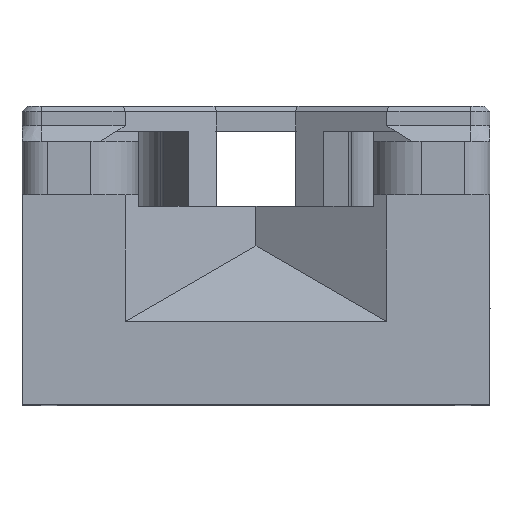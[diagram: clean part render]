
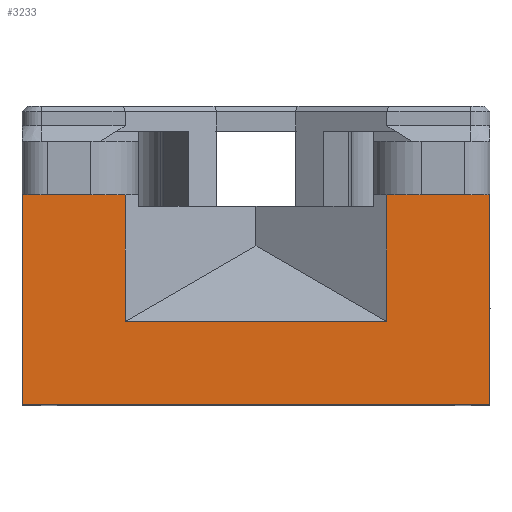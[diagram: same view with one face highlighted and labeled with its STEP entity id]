
A CAD part, top view. The second image highlights one B-rep face of the part: STEP entity #3233.
In plain terms, the highlighted planar face has unit normal (0, 0, 1).
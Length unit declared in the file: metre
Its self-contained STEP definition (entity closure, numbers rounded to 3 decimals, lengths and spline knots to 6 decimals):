
#658=ORIENTED_EDGE('',*,*,#1521,.F.);
#659=ORIENTED_EDGE('',*,*,#1184,.F.);
#660=ORIENTED_EDGE('',*,*,#1522,.T.);
#661=ORIENTED_EDGE('',*,*,#1192,.T.);
#662=ORIENTED_EDGE('',*,*,#1523,.T.);
#663=ORIENTED_EDGE('',*,*,#1364,.T.);
#664=ORIENTED_EDGE('',*,*,#1320,.T.);
#665=ORIENTED_EDGE('',*,*,#1330,.F.);
#1184=EDGE_CURVE('',#1671,#1673,#1984,.T.);
#1192=EDGE_CURVE('',#1680,#1681,#1991,.T.);
#1320=EDGE_CURVE('',#1797,#1796,#2068,.T.);
#1330=EDGE_CURVE('',#1806,#1796,#2078,.F.);
#1364=EDGE_CURVE('',#1834,#1797,#2107,.T.);
#1521=EDGE_CURVE('',#1673,#1806,#2236,.T.);
#1522=EDGE_CURVE('',#1671,#1680,#2237,.T.);
#1523=EDGE_CURVE('',#1681,#1834,#2238,.T.);
#1671=VERTEX_POINT('',#4531);
#1673=VERTEX_POINT('',#4534);
#1680=VERTEX_POINT('',#4553);
#1681=VERTEX_POINT('',#4554);
#1796=VERTEX_POINT('',#4832);
#1797=VERTEX_POINT('',#4834);
#1806=VERTEX_POINT('',#4856);
#1834=VERTEX_POINT('',#4937);
#1984=LINE('',#4533,#2338);
#1991=LINE('',#4552,#2345);
#2068=LINE('',#4833,#2422);
#2078=LINE('',#4855,#2432);
#2107=LINE('',#4936,#2461);
#2236=LINE('',#5257,#2590);
#2237=LINE('',#5258,#2591);
#2238=LINE('',#5259,#2592);
#2338=VECTOR('',#3631,1.);
#2345=VECTOR('',#3640,1.);
#2422=VECTOR('',#3831,1.);
#2432=VECTOR('',#3847,1.);
#2461=VECTOR('',#3880,1.);
#2590=VECTOR('',#4149,1.);
#2591=VECTOR('',#4150,1.);
#2592=VECTOR('',#4151,1.);
#2766=EDGE_LOOP('',(#658,#659,#660,#661,#662,#663,#664,#665));
#2950=FACE_BOUND('',#2766,.T.);
#3107=PLANE('',#3486);
#3233=ADVANCED_FACE('',(#2950),#3107,.T.);
#3486=AXIS2_PLACEMENT_3D('',#5256,#4147,#4148);
#3631=DIRECTION('',(0.,1.,0.));
#3640=DIRECTION('',(0.,1.,0.));
#3831=DIRECTION('',(1.,0.,0.));
#3847=DIRECTION('',(0.,1.,0.));
#3880=DIRECTION('',(0.,-1.,0.));
#4147=DIRECTION('',(0.,0.,1.));
#4148=DIRECTION('',(-1.,0.,0.));
#4149=DIRECTION('',(1.,0.,0.));
#4150=DIRECTION('',(-1.,0.,0.));
#4151=DIRECTION('',(-1.,0.,0.));
#4531=CARTESIAN_POINT('',(0.012766,0.002183,0.026572));
#4533=CARTESIAN_POINT('',(0.012766,0.023612,0.026572));
#4534=CARTESIAN_POINT('',(0.012766,0.014555,0.026572));
#4552=CARTESIAN_POINT('',(-0.012766,0.023805,0.026572));
#4553=CARTESIAN_POINT('',(-0.012766,0.002183,0.026572));
#4554=CARTESIAN_POINT('',(-0.012766,0.014555,0.026572));
#4832=CARTESIAN_POINT('',(0.022808,-0.005945,0.026572));
#4833=CARTESIAN_POINT('',(-0.007192,-0.005945,0.026572));
#4834=CARTESIAN_POINT('',(-0.022808,-0.005945,0.026572));
#4855=CARTESIAN_POINT('',(0.022808,0.023997,0.026572));
#4856=CARTESIAN_POINT('',(0.022808,0.014555,0.026572));
#4936=CARTESIAN_POINT('',(-0.022808,0.023612,0.026572));
#4937=CARTESIAN_POINT('',(-0.022808,0.014555,0.026572));
#5256=CARTESIAN_POINT('',(0.007192,0.023997,0.026572));
#5257=CARTESIAN_POINT('',(0.007192,0.014555,0.026572));
#5258=CARTESIAN_POINT('',(0.001166,0.002183,0.026572));
#5259=CARTESIAN_POINT('',(-0.016933,0.014555,0.026572));
